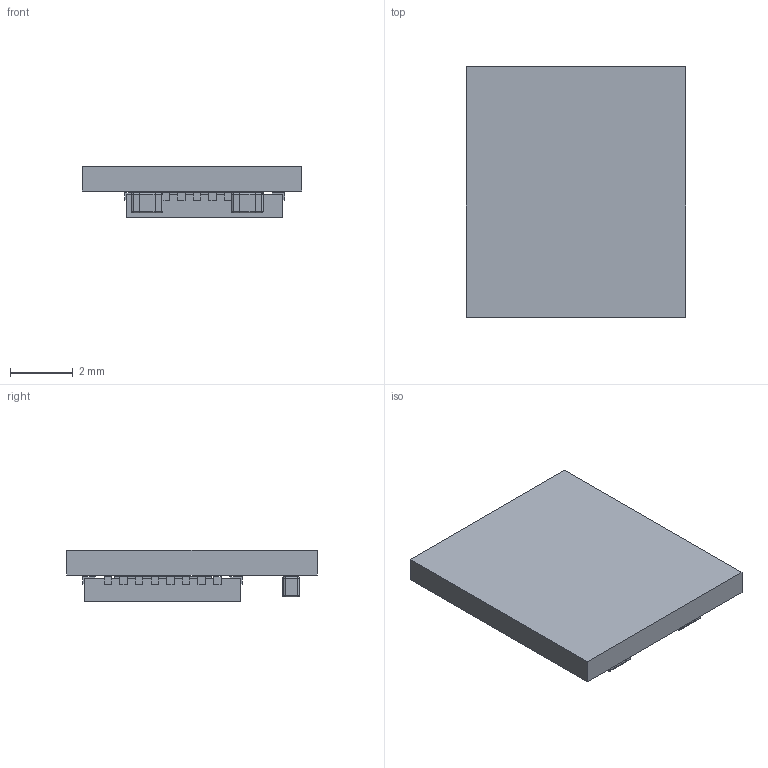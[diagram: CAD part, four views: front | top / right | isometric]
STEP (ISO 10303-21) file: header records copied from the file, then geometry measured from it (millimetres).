
FILE_DESCRIPTION(('KiCad electronic assembly'),'2;1');
FILE_NAME('Miniscope-v4-MCU.step','2019-04-25T15:18:22',('An Author'),( 'A Company'),'Open CASCADE STEP processor 6.9', 'KiCad to STEP converter','Unknown');
FILE_SCHEMA(('AUTOMOTIVE_DESIGN { 1 0 10303 214 1 1 1 1 }'));
Length unit declared in the file: millimetre
Products named in the file (6): Open CASCADE STEP translator 6.9 1; C_0402_1005Metric_L; COMPOUND; QFN_33_P50_500X500X80L40X24T310L; SOLID
Assembly tree (6 placements, depth 3):
  Open CASCADE STEP translator 6.9 1
    C_0402_1005Metric_L  x2
      COMPOUND
    QFN_33_P50_500X500X80L40X24T310L
      COMPOUND
    SOLID
Bounding box: 7 x 8 x 1.64 mm (x, y, z)
Volume: 64.2 mm3; surface area: 245.3 mm2
Topology: 41 solids, 41 shells, 376 faces, 844 edges, 536 vertices
Faces by surface type: plane 318, cylinder 40, sphere 16, torus 2
Entity records: 21452 total; most frequent: CARTESIAN_POINT 3469, DIRECTION 2888, LINE 2114, VECTOR 2114, ORIENTED_EDGE 1464, PCURVE 1464, DEFINITIONAL_REPRESENTATION 1464, EDGE_CURVE 732
